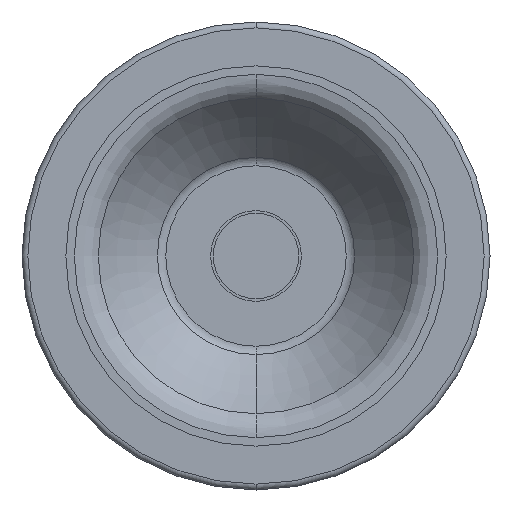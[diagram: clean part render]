
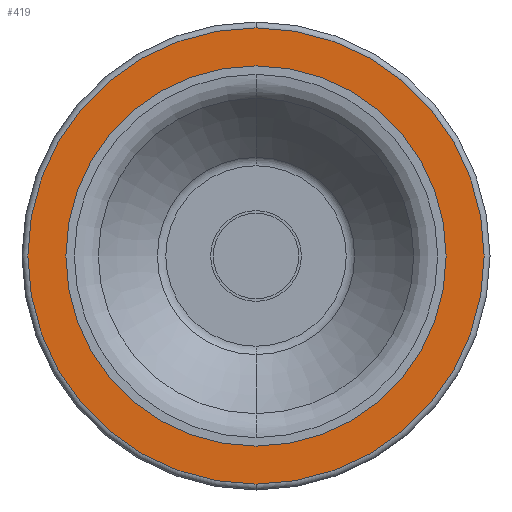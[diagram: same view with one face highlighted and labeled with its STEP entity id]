
A CAD part, front view. The second image highlights one B-rep face of the part: STEP entity #419.
In plain terms, the highlighted planar face has unit normal (0, -1, 0).
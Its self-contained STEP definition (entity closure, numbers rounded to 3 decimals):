
#373 = VERTEX_POINT ( 'NONE', #1407 ) ;
#384 = ORIENTED_EDGE ( 'NONE', *, *, #415, .T. ) ;
#385 = EDGE_LOOP ( 'NONE', ( #420, #471 ) ) ;
#389 = VERTEX_POINT ( 'NONE', #2366 ) ;
#390 = VERTEX_POINT ( 'NONE', #2367 ) ;
#411 = EDGE_CURVE ( 'NONE', #373, #412, #2330, .T. ) ;
#412 = VERTEX_POINT ( 'NONE', #2325 ) ;
#415 = EDGE_CURVE ( 'NONE', #389, #390, #2324, .T. ) ;
#419 = ADVANCED_FACE ( 'NONE', ( #2316, #2311 ), #2310, .F. ) ;
#420 = ORIENTED_EDGE ( 'NONE', *, *, #421, .F. ) ;
#421 = EDGE_CURVE ( 'NONE', #412, #373, #2365, .T. ) ;
#440 = EDGE_LOOP ( 'NONE', ( #441, #384 ) ) ;
#441 = ORIENTED_EDGE ( 'NONE', *, *, #449, .T. ) ;
#449 = EDGE_CURVE ( 'NONE', #390, #389, #1718, .T. ) ;
#471 = ORIENTED_EDGE ( 'NONE', *, *, #411, .F. ) ;
#1407 = CARTESIAN_POINT ( 'NONE',  ( 0., 0., 32.5 ) ) ;
#1714 = DIRECTION ( 'NONE',  ( 0., 0., 1. ) ) ;
#1715 = DIRECTION ( 'NONE',  ( 0., -1., 0. ) ) ;
#1716 = CARTESIAN_POINT ( 'NONE',  ( 0., 0., 0. ) ) ;
#1717 = AXIS2_PLACEMENT_3D ( 'NONE', #1716, #1715, #1714 ) ;
#1718 = CIRCLE ( 'NONE', #1717, 39. ) ;
#2306 = DIRECTION ( 'NONE',  ( 0., 0., 1. ) ) ;
#2307 = DIRECTION ( 'NONE',  ( 0., 1., 0. ) ) ;
#2308 = CARTESIAN_POINT ( 'NONE',  ( -40., 0., 0. ) ) ;
#2309 = AXIS2_PLACEMENT_3D ( 'NONE', #2308, #2307, #2306 ) ;
#2310 = PLANE ( 'NONE',  #2309 ) ;
#2311 = FACE_BOUND ( 'NONE', #385, .T. ) ;
#2316 = FACE_OUTER_BOUND ( 'NONE', #440, .T. ) ;
#2320 = DIRECTION ( 'NONE',  ( 0., 0., 1. ) ) ;
#2321 = DIRECTION ( 'NONE',  ( 0., -1., 0. ) ) ;
#2322 = CARTESIAN_POINT ( 'NONE',  ( 0., 0., 0. ) ) ;
#2323 = AXIS2_PLACEMENT_3D ( 'NONE', #2322, #2321, #2320 ) ;
#2324 = CIRCLE ( 'NONE', #2323, 39. ) ;
#2325 = CARTESIAN_POINT ( 'NONE',  ( 0., 0., -32.5 ) ) ;
#2326 = DIRECTION ( 'NONE',  ( 0., 0., -1. ) ) ;
#2327 = DIRECTION ( 'NONE',  ( 0., -1., 0. ) ) ;
#2328 = CARTESIAN_POINT ( 'NONE',  ( 0., 0., 0. ) ) ;
#2329 = AXIS2_PLACEMENT_3D ( 'NONE', #2328, #2327, #2326 ) ;
#2330 = CIRCLE ( 'NONE', #2329, 32.5 ) ;
#2361 = DIRECTION ( 'NONE',  ( 0., 0., -1. ) ) ;
#2362 = DIRECTION ( 'NONE',  ( 0., -1., 0. ) ) ;
#2363 = CARTESIAN_POINT ( 'NONE',  ( 0., 0., 0. ) ) ;
#2364 = AXIS2_PLACEMENT_3D ( 'NONE', #2363, #2362, #2361 ) ;
#2365 = CIRCLE ( 'NONE', #2364, 32.5 ) ;
#2366 = CARTESIAN_POINT ( 'NONE',  ( 0., 0., -39. ) ) ;
#2367 = CARTESIAN_POINT ( 'NONE',  ( 0., 0., 39. ) ) ;
